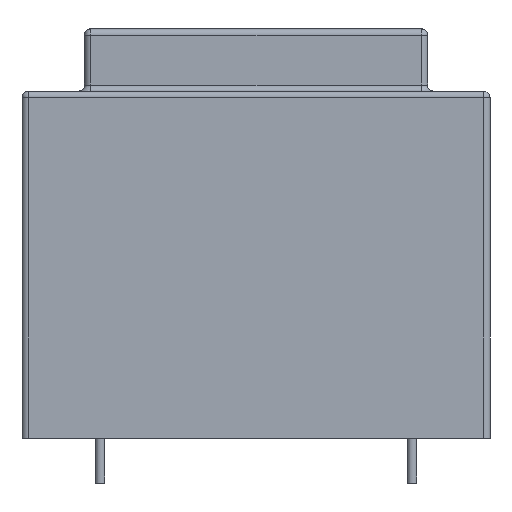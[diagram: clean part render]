
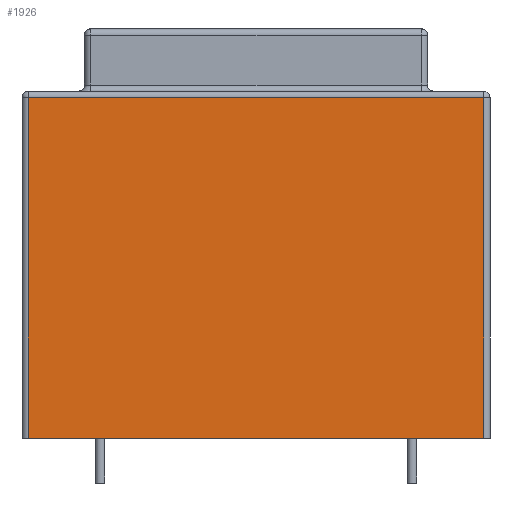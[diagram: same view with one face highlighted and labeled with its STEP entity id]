
A CAD part, front view. The second image highlights one B-rep face of the part: STEP entity #1926.
In plain terms, the highlighted planar face has unit normal (0, -1, 0).
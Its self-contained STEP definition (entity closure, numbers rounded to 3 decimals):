
#1653=CARTESIAN_POINT('',(-18.25,-22.25,27.3));
#1654=VERTEX_POINT('',#1653);
#1684=CARTESIAN_POINT('',(18.25,-22.25,27.3));
#1685=VERTEX_POINT('',#1684);
#1717=CARTESIAN_POINT('',(18.25,-22.25,0.0));
#1718=VERTEX_POINT('',#1717);
#1735=CARTESIAN_POINT('',(18.25,-22.25,27.3));
#1736=DIRECTION('',(0.0,0.0,-1.0));
#1737=VECTOR('',#1736,27.3);
#1738=LINE('',#1735,#1737);
#1739=EDGE_CURVE('',#1685,#1718,#1738,.T.);
#1752=CARTESIAN_POINT('',(-18.25,-22.25,27.3));
#1753=DIRECTION('',(1.0,0.0,0.0));
#1754=VECTOR('',#1753,36.5);
#1755=LINE('',#1752,#1754);
#1756=EDGE_CURVE('',#1654,#1685,#1755,.T.);
#1803=CARTESIAN_POINT('',(-18.25,-22.25,0.0));
#1804=VERTEX_POINT('',#1803);
#1812=CARTESIAN_POINT('',(-18.25,-22.25,0.0));
#1813=DIRECTION('',(0.0,0.0,1.0));
#1814=VECTOR('',#1813,27.3);
#1815=LINE('',#1812,#1814);
#1816=EDGE_CURVE('',#1804,#1654,#1815,.T.);
#1910=CARTESIAN_POINT('',(0.,-22.25,16.4));
#1911=DIRECTION('',(0.0,1.0,0.0));
#1912=DIRECTION('',(0.0,0.0,-1.0));
#1913=AXIS2_PLACEMENT_3D('',#1910,#1911,#1912);
#1914=PLANE('',#1913);
#1915=ORIENTED_EDGE('',*,*,#1739,.F.);
#1916=ORIENTED_EDGE('',*,*,#1756,.F.);
#1917=ORIENTED_EDGE('',*,*,#1816,.F.);
#1918=CARTESIAN_POINT('',(18.25,-22.25,0.0));
#1919=DIRECTION('',(-1.0,0.0,0.0));
#1920=VECTOR('',#1919,36.5);
#1921=LINE('',#1918,#1920);
#1922=EDGE_CURVE('',#1718,#1804,#1921,.T.);
#1923=ORIENTED_EDGE('',*,*,#1922,.F.);
#1924=EDGE_LOOP('',(#1915,#1916,#1917,#1923));
#1925=FACE_OUTER_BOUND('',#1924,.T.);
#1926=ADVANCED_FACE('',(#1925),#1914,.F.);
